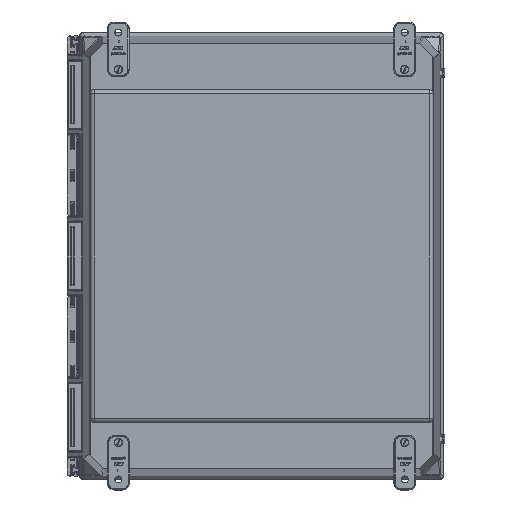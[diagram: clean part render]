
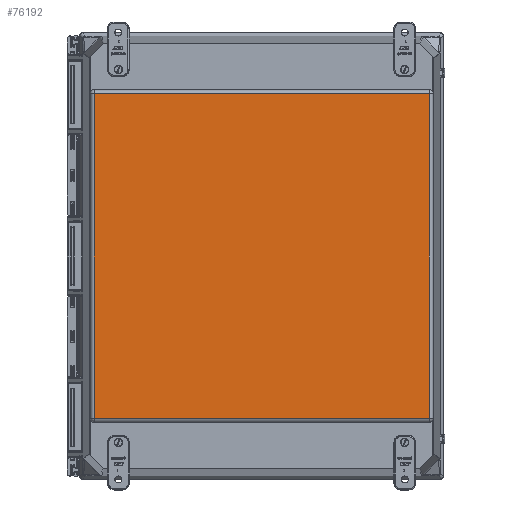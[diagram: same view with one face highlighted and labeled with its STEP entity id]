
A CAD part, front view. The second image highlights one B-rep face of the part: STEP entity #76192.
In plain terms, the highlighted planar face has unit normal (0, -1, 0).
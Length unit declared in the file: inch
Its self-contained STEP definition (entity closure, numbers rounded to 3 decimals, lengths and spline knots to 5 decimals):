
#3364 = EDGE_CURVE ( 'NONE', #29433, #76565, #80624, .T. ) ;
#4171 = VECTOR ( 'NONE', #35119, 39.37008 ) ;
#4397 = ORIENTED_EDGE ( 'NONE', *, *, #108884, .T. ) ;
#4965 = CARTESIAN_POINT ( 'NONE',  ( -8.36, -10.125, -10.25 ) ) ;
#5978 = DIRECTION ( 'NONE',  ( 1., 0., 0. ) ) ;
#6012 = EDGE_CURVE ( 'NONE', #85719, #29433, #112553, .T. ) ;
#6784 = AXIS2_PLACEMENT_3D ( 'NONE', #4965, #51284, #115171 ) ;
#7561 = CARTESIAN_POINT ( 'NONE',  ( -7.87587, -10.125, 7.44442 ) ) ;
#11755 = LINE ( 'NONE', #7561, #4171 ) ;
#17022 = CARTESIAN_POINT ( 'NONE',  ( -7.69528, -10.125, -7.625 ) ) ;
#20943 = FACE_OUTER_BOUND ( 'NONE', #101607, .T. ) ;
#22890 = DIRECTION ( 'NONE',  ( 0., 0., 1. ) ) ;
#29433 = VERTEX_POINT ( 'NONE', #101372 ) ;
#35119 = DIRECTION ( 'NONE',  ( -1., 0., 0. ) ) ;
#39711 = VECTOR ( 'NONE', #5978, 39.37008 ) ;
#44542 = ORIENTED_EDGE ( 'NONE', *, *, #3364, .T. ) ;
#51284 = DIRECTION ( 'NONE',  ( 0., -1., 0. ) ) ;
#52810 = LINE ( 'NONE', #17022, #74287 ) ;
#55570 = ORIENTED_EDGE ( 'NONE', *, *, #91530, .T. ) ;
#62119 = CARTESIAN_POINT ( 'NONE',  ( -7.69528, -10.125, -7.44442 ) ) ;
#68360 = CARTESIAN_POINT ( 'NONE',  ( 7.69528, -10.125, 7.44442 ) ) ;
#74287 = VECTOR ( 'NONE', #91285, 39.37008 ) ;
#74930 = VECTOR ( 'NONE', #22890, 39.37008 ) ;
#75202 = ORIENTED_EDGE ( 'NONE', *, *, #6012, .T. ) ;
#76192 = ADVANCED_FACE ( 'NONE', ( #20943 ), #87605, .T. ) ;
#76565 = VERTEX_POINT ( 'NONE', #68360 ) ;
#79850 = CARTESIAN_POINT ( 'NONE',  ( 7.87587, -10.125, -7.44442 ) ) ;
#80624 = LINE ( 'NONE', #86821, #74930 ) ;
#85719 = VERTEX_POINT ( 'NONE', #62119 ) ;
#86821 = CARTESIAN_POINT ( 'NONE',  ( 7.69528, -10.125, 7.625 ) ) ;
#87605 = PLANE ( 'NONE',  #6784 ) ;
#88855 = CARTESIAN_POINT ( 'NONE',  ( -7.69528, -10.125, 7.44442 ) ) ;
#91285 = DIRECTION ( 'NONE',  ( 0., 0., -1. ) ) ;
#91530 = EDGE_CURVE ( 'NONE', #76565, #96824, #11755, .T. ) ;
#96824 = VERTEX_POINT ( 'NONE', #88855 ) ;
#101372 = CARTESIAN_POINT ( 'NONE',  ( 7.69528, -10.125, -7.44442 ) ) ;
#101607 = EDGE_LOOP ( 'NONE', ( #55570, #4397, #75202, #44542 ) ) ;
#108884 = EDGE_CURVE ( 'NONE', #96824, #85719, #52810, .T. ) ;
#112553 = LINE ( 'NONE', #79850, #39711 ) ;
#115171 = DIRECTION ( 'NONE',  ( 0., 0., -1. ) ) ;
